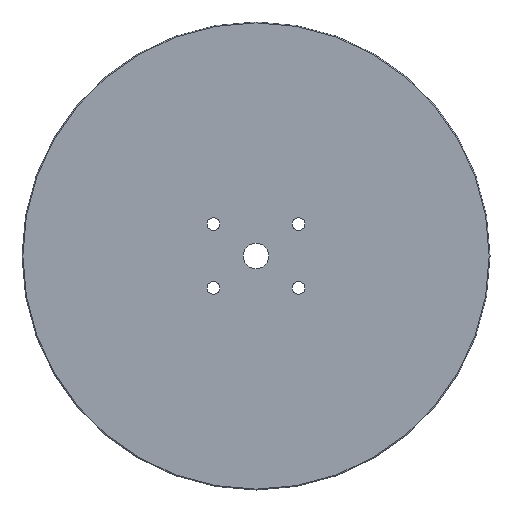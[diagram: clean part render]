
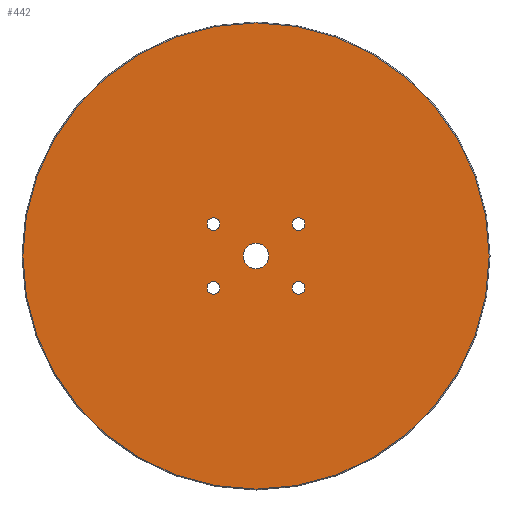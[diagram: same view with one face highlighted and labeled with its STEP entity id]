
A CAD part, front view. The second image highlights one B-rep face of the part: STEP entity #442.
In plain terms, the highlighted planar face has unit normal (0, -1, 0).
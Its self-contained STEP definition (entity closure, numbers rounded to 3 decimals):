
#5 = DIRECTION ( 'NONE',  ( 0., 0., 1. ) ) ;
#12 = CARTESIAN_POINT ( 'NONE',  ( 0., 0., -54.8 ) ) ;
#14 = DIRECTION ( 'NONE',  ( 0., 0., 1. ) ) ;
#15 = CIRCLE ( 'NONE', #561, 1.5 ) ;
#30 = FACE_OUTER_BOUND ( 'NONE', #167, .T. ) ;
#32 = CARTESIAN_POINT ( 'NONE',  ( 10., 0., -7.5 ) ) ;
#37 = CARTESIAN_POINT ( 'NONE',  ( -10., 0., 7.5 ) ) ;
#49 = AXIS2_PLACEMENT_3D ( 'NONE', #505, #55, #499 ) ;
#54 = ORIENTED_EDGE ( 'NONE', *, *, #478, .T. ) ;
#55 = DIRECTION ( 'NONE',  ( 0., 1., 0. ) ) ;
#60 = ORIENTED_EDGE ( 'NONE', *, *, #573, .T. ) ;
#62 = CIRCLE ( 'NONE', #279, 54.8 ) ;
#63 = CIRCLE ( 'NONE', #407, 1.5 ) ;
#64 = EDGE_LOOP ( 'NONE', ( #111, #387 ) ) ;
#68 = CARTESIAN_POINT ( 'NONE',  ( -10., 0., 6. ) ) ;
#69 = DIRECTION ( 'NONE',  ( 0., 1., 0. ) ) ;
#85 = AXIS2_PLACEMENT_3D ( 'NONE', #610, #608, #280 ) ;
#86 = DIRECTION ( 'NONE',  ( 0., 1., 0. ) ) ;
#92 = ORIENTED_EDGE ( 'NONE', *, *, #175, .T. ) ;
#101 = VERTEX_POINT ( 'NONE', #122 ) ;
#103 = EDGE_CURVE ( 'NONE', #429, #159, #63, .T. ) ;
#110 = CIRCLE ( 'NONE', #528, 1.5 ) ;
#111 = ORIENTED_EDGE ( 'NONE', *, *, #398, .T. ) ;
#121 = VERTEX_POINT ( 'NONE', #12 ) ;
#122 = CARTESIAN_POINT ( 'NONE',  ( -10., 0., -6. ) ) ;
#127 = DIRECTION ( 'NONE',  ( 0., -1., 0. ) ) ;
#128 = EDGE_LOOP ( 'NONE', ( #612, #519 ) ) ;
#140 = CARTESIAN_POINT ( 'NONE',  ( -10., 0., 9. ) ) ;
#147 = EDGE_CURVE ( 'NONE', #435, #121, #62, .T. ) ;
#149 = CIRCLE ( 'NONE', #351, 1.5 ) ;
#152 = ORIENTED_EDGE ( 'NONE', *, *, #103, .T. ) ;
#159 = VERTEX_POINT ( 'NONE', #376 ) ;
#164 = FACE_BOUND ( 'NONE', #228, .T. ) ;
#167 = EDGE_LOOP ( 'NONE', ( #549, #54 ) ) ;
#171 = CARTESIAN_POINT ( 'NONE',  ( 0., 0., 0. ) ) ;
#175 = EDGE_CURVE ( 'NONE', #159, #429, #453, .T. ) ;
#176 = DIRECTION ( 'NONE',  ( 0., 0., 1. ) ) ;
#177 = FACE_BOUND ( 'NONE', #367, .T. ) ;
#180 = EDGE_CURVE ( 'NONE', #237, #598, #110, .T. ) ;
#181 = DIRECTION ( 'NONE',  ( 0., -1., 0. ) ) ;
#184 = DIRECTION ( 'NONE',  ( 0., 0., 1. ) ) ;
#202 = CARTESIAN_POINT ( 'NONE',  ( 10., 0., -6. ) ) ;
#203 = FACE_BOUND ( 'NONE', #635, .T. ) ;
#205 = VERTEX_POINT ( 'NONE', #439 ) ;
#215 = DIRECTION ( 'NONE',  ( 0., 1., 0. ) ) ;
#216 = CARTESIAN_POINT ( 'NONE',  ( -10., 0., -7.5 ) ) ;
#224 = CARTESIAN_POINT ( 'NONE',  ( 10., 0., 7.5 ) ) ;
#228 = EDGE_LOOP ( 'NONE', ( #60, #631 ) ) ;
#232 = EDGE_CURVE ( 'NONE', #415, #565, #295, .T. ) ;
#237 = VERTEX_POINT ( 'NONE', #140 ) ;
#240 = DIRECTION ( 'NONE',  ( 0., 1., 0. ) ) ;
#263 = CARTESIAN_POINT ( 'NONE',  ( 10., 0., 7.5 ) ) ;
#265 = EDGE_CURVE ( 'NONE', #598, #237, #149, .T. ) ;
#276 = AXIS2_PLACEMENT_3D ( 'NONE', #216, #464, #479 ) ;
#279 = AXIS2_PLACEMENT_3D ( 'NONE', #474, #127, #176 ) ;
#280 = DIRECTION ( 'NONE',  ( 0., 0., 1. ) ) ;
#283 = DIRECTION ( 'NONE',  ( 0., 0., 1. ) ) ;
#286 = VERTEX_POINT ( 'NONE', #299 ) ;
#295 = CIRCLE ( 'NONE', #314, 1.5 ) ;
#299 = CARTESIAN_POINT ( 'NONE',  ( 0., 0., -3. ) ) ;
#300 = AXIS2_PLACEMENT_3D ( 'NONE', #649, #354, #5 ) ;
#307 = DIRECTION ( 'NONE',  ( 0., 0., 1. ) ) ;
#312 = AXIS2_PLACEMENT_3D ( 'NONE', #319, #614, #530 ) ;
#314 = AXIS2_PLACEMENT_3D ( 'NONE', #640, #630, #395 ) ;
#319 = CARTESIAN_POINT ( 'NONE',  ( 0., 0., 0. ) ) ;
#328 = CIRCLE ( 'NONE', #300, 1.5 ) ;
#335 = VERTEX_POINT ( 'NONE', #396 ) ;
#339 = CIRCLE ( 'NONE', #276, 1.5 ) ;
#351 = AXIS2_PLACEMENT_3D ( 'NONE', #37, #240, #283 ) ;
#354 = DIRECTION ( 'NONE',  ( 0., 1., 0. ) ) ;
#362 = EDGE_CURVE ( 'NONE', #286, #205, #597, .T. ) ;
#366 = DIRECTION ( 'NONE',  ( 0., 0., 1. ) ) ;
#367 = EDGE_LOOP ( 'NONE', ( #646, #430 ) ) ;
#376 = CARTESIAN_POINT ( 'NONE',  ( 10., 0., 6. ) ) ;
#378 = FACE_BOUND ( 'NONE', #64, .T. ) ;
#387 = ORIENTED_EDGE ( 'NONE', *, *, #595, .T. ) ;
#393 = CARTESIAN_POINT ( 'NONE',  ( -10., 0., 7.5 ) ) ;
#395 = DIRECTION ( 'NONE',  ( 0., 0., 1. ) ) ;
#396 = CARTESIAN_POINT ( 'NONE',  ( -10., 0., -9. ) ) ;
#398 = EDGE_CURVE ( 'NONE', #101, #335, #328, .T. ) ;
#403 = CARTESIAN_POINT ( 'NONE',  ( 0., 0., 54.8 ) ) ;
#407 = AXIS2_PLACEMENT_3D ( 'NONE', #263, #69, #366 ) ;
#415 = VERTEX_POINT ( 'NONE', #202 ) ;
#420 = PLANE ( 'NONE',  #312 ) ;
#429 = VERTEX_POINT ( 'NONE', #593 ) ;
#430 = ORIENTED_EDGE ( 'NONE', *, *, #512, .T. ) ;
#435 = VERTEX_POINT ( 'NONE', #403 ) ;
#439 = CARTESIAN_POINT ( 'NONE',  ( 0., 0., 3. ) ) ;
#442 = ADVANCED_FACE ( 'NONE', ( #603, #203, #177, #378, #164, #30 ), #420, .F. ) ;
#453 = CIRCLE ( 'NONE', #632, 1.5 ) ;
#464 = DIRECTION ( 'NONE',  ( 0., 1., 0. ) ) ;
#467 = CIRCLE ( 'NONE', #85, 3. ) ;
#472 = AXIS2_PLACEMENT_3D ( 'NONE', #171, #181, #307 ) ;
#474 = CARTESIAN_POINT ( 'NONE',  ( 0., 0., 0. ) ) ;
#478 = EDGE_CURVE ( 'NONE', #121, #435, #578, .T. ) ;
#479 = DIRECTION ( 'NONE',  ( 0., 0., 1. ) ) ;
#499 = DIRECTION ( 'NONE',  ( 0., 0., 1. ) ) ;
#505 = CARTESIAN_POINT ( 'NONE',  ( 0., 0., 0. ) ) ;
#512 = EDGE_CURVE ( 'NONE', #565, #415, #15, .T. ) ;
#519 = ORIENTED_EDGE ( 'NONE', *, *, #265, .T. ) ;
#528 = AXIS2_PLACEMENT_3D ( 'NONE', #393, #86, #535 ) ;
#530 = DIRECTION ( 'NONE',  ( 0., 0., 1. ) ) ;
#535 = DIRECTION ( 'NONE',  ( 0., 0., 1. ) ) ;
#549 = ORIENTED_EDGE ( 'NONE', *, *, #147, .T. ) ;
#561 = AXIS2_PLACEMENT_3D ( 'NONE', #32, #215, #14 ) ;
#565 = VERTEX_POINT ( 'NONE', #625 ) ;
#573 = EDGE_CURVE ( 'NONE', #205, #286, #467, .T. ) ;
#578 = CIRCLE ( 'NONE', #472, 54.8 ) ;
#593 = CARTESIAN_POINT ( 'NONE',  ( 10., 0., 9. ) ) ;
#595 = EDGE_CURVE ( 'NONE', #335, #101, #339, .T. ) ;
#597 = CIRCLE ( 'NONE', #49, 3. ) ;
#598 = VERTEX_POINT ( 'NONE', #68 ) ;
#603 = FACE_BOUND ( 'NONE', #128, .T. ) ;
#608 = DIRECTION ( 'NONE',  ( 0., 1., 0. ) ) ;
#610 = CARTESIAN_POINT ( 'NONE',  ( 0., 0., 0. ) ) ;
#612 = ORIENTED_EDGE ( 'NONE', *, *, #180, .T. ) ;
#614 = DIRECTION ( 'NONE',  ( 0., 1., 0. ) ) ;
#625 = CARTESIAN_POINT ( 'NONE',  ( 10., 0., -9. ) ) ;
#630 = DIRECTION ( 'NONE',  ( 0., 1., 0. ) ) ;
#631 = ORIENTED_EDGE ( 'NONE', *, *, #362, .T. ) ;
#632 = AXIS2_PLACEMENT_3D ( 'NONE', #224, #642, #184 ) ;
#635 = EDGE_LOOP ( 'NONE', ( #152, #92 ) ) ;
#640 = CARTESIAN_POINT ( 'NONE',  ( 10., 0., -7.5 ) ) ;
#642 = DIRECTION ( 'NONE',  ( 0., 1., 0. ) ) ;
#646 = ORIENTED_EDGE ( 'NONE', *, *, #232, .T. ) ;
#649 = CARTESIAN_POINT ( 'NONE',  ( -10., 0., -7.5 ) ) ;
